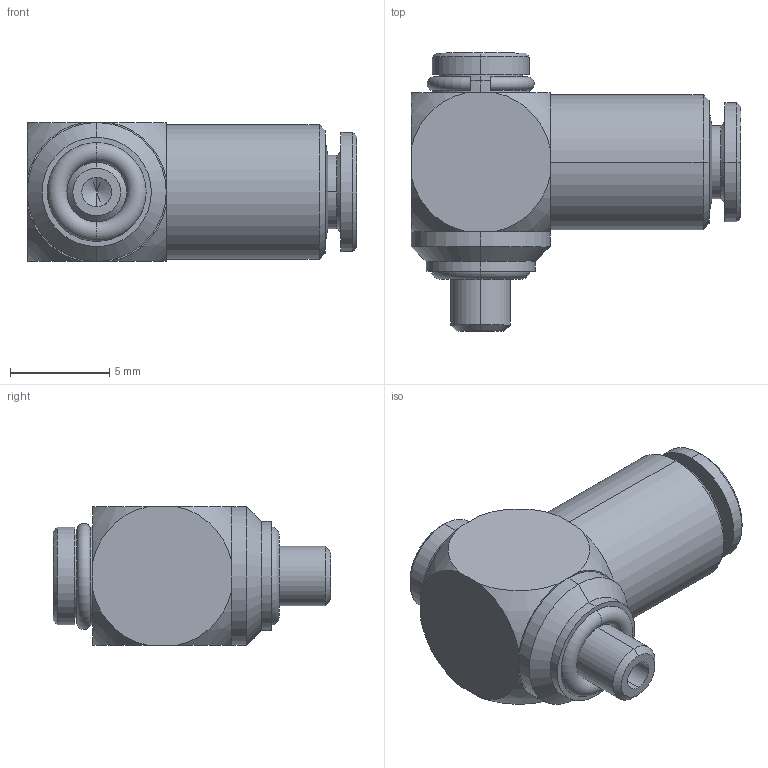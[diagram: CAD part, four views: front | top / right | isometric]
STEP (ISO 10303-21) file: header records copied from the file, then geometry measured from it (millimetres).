
FILE_DESCRIPTION (( 'STEP AP203' ), '1' );
FILE_NAME ('A0080A00.STEP', '2009-11-23T10:19:25', ( 'Gabriele' ), ( 'C.Matic srl' ), 'SwSTEP 2.0', 'SolidWorks 2009', '' );
FILE_SCHEMA (( 'CONFIG_CONTROL_DESIGN' ));
Length unit declared in the file: millimetre
Products named in the file (1): A0080A00
Bounding box: 16.6 x 14 x 7 mm (x, y, z)
Volume: 667.8 mm3; surface area: 771.9 mm2
Topology: 1 solids, 2 shells, 99 faces, 225 edges, 134 vertices
Faces by surface type: plane 33, cylinder 28, cone 26, sphere 8, torus 4
Entity records: 2901 total; most frequent: CARTESIAN_POINT 547, DIRECTION 524, ORIENTED_EDGE 442, EDGE_CURVE 221, AXIS2_PLACEMENT_3D 215, VERTEX_POINT 134, CIRCLE 115, EDGE_LOOP 111
